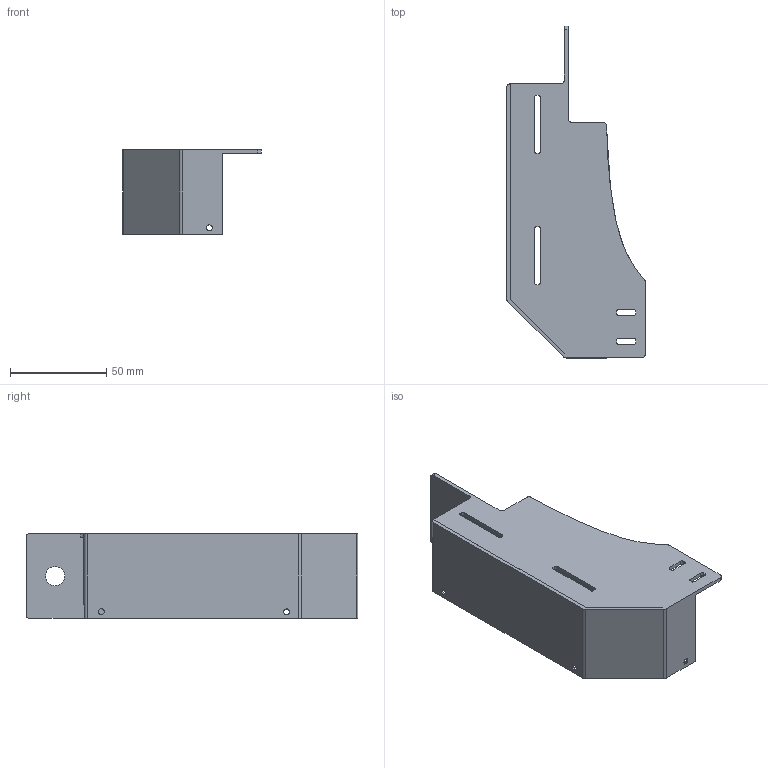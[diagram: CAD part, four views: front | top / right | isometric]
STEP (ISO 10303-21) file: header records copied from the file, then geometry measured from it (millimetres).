
FILE_DESCRIPTION(/* description */ (''),/* implementation_level */ '2;1');
FILE_NAME(/* name */ 'right-top.step',/* time_stamp */ '2023-01-13T13:56:10+08:00',/* author */ (''),/* organization */ (''),/* preprocessor_version */ 'ST-DEVELOPER v19.2',/* originating_system */ 'Autodesk Translation Framework v11.17.0.187',/* authorisation */ '');
FILE_SCHEMA (('AUTOMOTIVE_DESIGN { 1 0 10303 214 3 1 1 }'));
Length unit declared in the file: millimetre
Products named in the file (1): top
Bounding box: 72 x 172 x 44 mm (x, y, z)
Volume: 44991.5 mm3; surface area: 49933.5 mm2
Topology: 1 solids, 1 shells, 82 faces, 235 edges, 155 vertices
Faces by surface type: plane 49, cylinder 31, cone 1, bspline 1
Full cylindrical faces by diameter (mm): 3 x4, 10 x1
Entity records: 2780 total; most frequent: CARTESIAN_POINT 510, ORIENTED_EDGE 470, DIRECTION 462, EDGE_CURVE 235, LINE 168, VECTOR 168, VERTEX_POINT 155, AXIS2_PLACEMENT_3D 147
